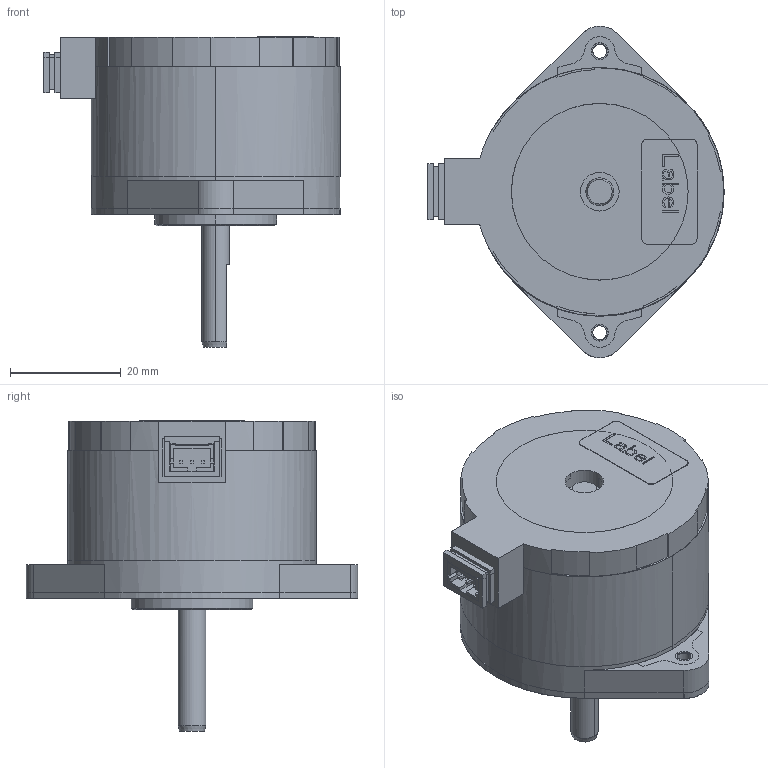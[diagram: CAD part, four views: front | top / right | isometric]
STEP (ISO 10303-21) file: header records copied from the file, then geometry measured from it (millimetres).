
FILE_DESCRIPTION((''),'2;1');
FILE_NAME('18HC_ASM','2022-12-29T15:45:43',('HBRD2'),(''),'CREO PARAMETRIC BY PTC INC, 2018100','CREO PARAMETRIC BY PTC INC, 2018100','');
FILE_SCHEMA(('CONFIG_CONTROL_DESIGN'));
Length unit declared in the file: millimetre
Products named in the file (29): 4613102101245_AF3_1_1_1_1_1_1_1; 4613102101245_AF3_1_ASM_1_ASM_2_ASM; 4613104006104_AF2_ASM_4_ASM_1_1_ASM; 4718405011217_1_1_1_1_1_1_1; 3698154000037_1_1_1_1_1_1_1; 3698154000036_1_1_1_1_1_1_1; 4613103011106_AF4_ASM_2_ASM_1_1_ASM; 3632306500133_AF4_1_1_1_1_1_1_1; 4219121201256_AF2_1_1_1_1_1_1_1; 4613103011171_AF3_ASM_4_ASM_1_1_ASM; 4613103012100_AF2_ASM_4_ASM_1_1_ASM; 4613103012101_AF1_ASM_29_ASM__1_ASM; 4219121305124_1_1_1_1_1_1_1; 4332101105374_AF2_1_1_1_1_1_1_1; 4613106100808_AF0_1_1_1_1_1_1_1; 4613107113697_AF1_ASM_1_ASM_1_1_ASM; 4331101000606_1_1_1_1_1_1_1; 4331101000001_1_1_1_1_1_1_1; 4613108009176_AF1_ASM_1_ASM_1_1_ASM; 4219121305125_AF1_1_1_1_1_1_1_1; 4613153002282_AF0_ASM_12_ASM__1_ASM; 3219720000565_1_1_1_1_1_1_1; 4611110064859_ASM_4_ASM_1_ASM_2_ASM; 4611110064859_ASM_ASM_1_ASM_1_1_ASM; 18HC_ASM_1_1_ASM_1_ASM_1_ASM_1_ASM; ASM0001_ASM_1_ASM_1_ASM_1_ASM; 18HC_ASM_1_ASM_1_ASM; 111112_ASM_1_ASM; 18HC_ASM
Assembly tree (28 placements, depth 15):
  18HC_ASM
    111112_ASM_1_ASM
      18HC_ASM_1_ASM_1_ASM
        ASM0001_ASM_1_ASM_1_ASM_1_ASM
          18HC_ASM_1_1_ASM_1_ASM_1_ASM_1_ASM
            4611110064859_ASM_ASM_1_ASM_1_1_ASM
              4611110064859_ASM_4_ASM_1_ASM_2_ASM
                4613153002282_AF0_ASM_12_ASM__1_ASM
                  4613103012101_AF1_ASM_29_ASM__1_ASM
                  4219121305124_1_1_1_1_1_1_1
                  4613108009176_AF1_ASM_1_ASM_1_1_ASM
                  4219121305125_AF1_1_1_1_1_1_1_1
                3219720000565_1_1_1_1_1_1_1
Bounding box: 53.6 x 59.99 x 56.25 mm (x, y, z)
Volume: 72579.5 mm3; surface area: 32017.5 mm2
Topology: 13 solids, 21 shells, 636 faces, 1736 edges, 1164 vertices
Faces by surface type: plane 483, cylinder 128, cone 13, torus 12
Entity records: 21029 total; most frequent: CARTESIAN_POINT 3683, DIRECTION 3647, ORIENTED_EDGE 3464, EDGE_CURVE 1736, VECTOR 1255, LINE 1255, AXIS2_PLACEMENT_3D 1196, VERTEX_POINT 1164
